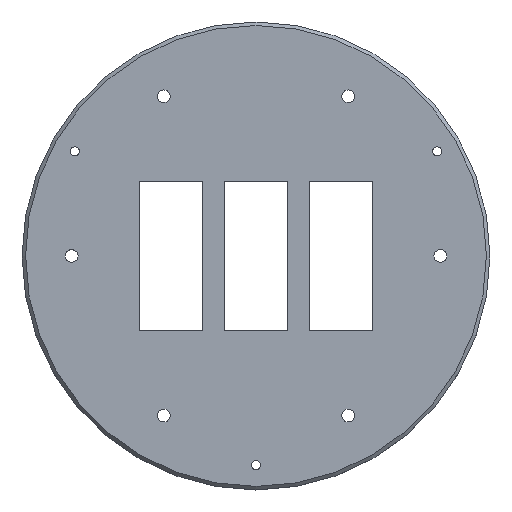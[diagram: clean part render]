
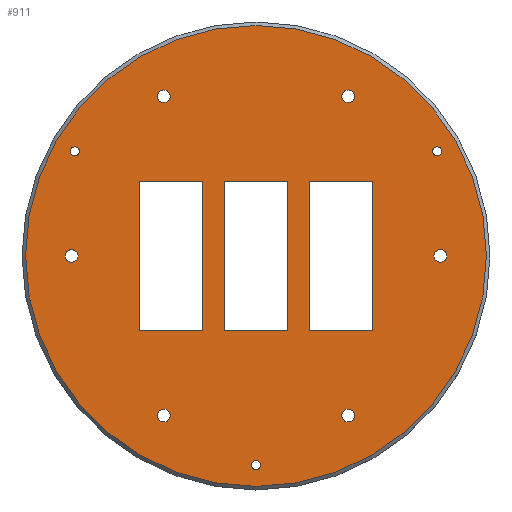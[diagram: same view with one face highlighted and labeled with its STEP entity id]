
A CAD part, top view. The second image highlights one B-rep face of the part: STEP entity #911.
In plain terms, the highlighted planar face has unit normal (0, 0, 1).
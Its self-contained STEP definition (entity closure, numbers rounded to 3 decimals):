
#32=CARTESIAN_POINT('',(113.899,22.516,8.5));
#33=VERTEX_POINT('',#32);
#42=CARTESIAN_POINT('',(112.999,22.516,8.5));
#43=DIRECTION('',(-0.,-0.,-1.));
#44=DIRECTION('',(1.,0.,-0.));
#45=AXIS2_PLACEMENT_3D('',#42,#43,#44);
#46=CIRCLE('',#45,0.9);
#47=EDGE_CURVE('',#33,#33,#46,.T.);
#74=CARTESIAN_POINT('',(126.9,-0.,8.5));
#75=VERTEX_POINT('',#74);
#84=CARTESIAN_POINT('',(126.,-0.,8.5));
#85=DIRECTION('',(-0.,-0.,-1.));
#86=DIRECTION('',(1.,0.,-0.));
#87=AXIS2_PLACEMENT_3D('',#84,#85,#86);
#88=CIRCLE('',#87,0.9);
#89=EDGE_CURVE('',#75,#75,#88,.T.);
#116=CARTESIAN_POINT('',(113.901,-22.517,8.5));
#117=VERTEX_POINT('',#116);
#126=CARTESIAN_POINT('',(113.001,-22.517,8.5));
#127=DIRECTION('',(-0.,-0.,-1.));
#128=DIRECTION('',(1.,0.,-0.));
#129=AXIS2_PLACEMENT_3D('',#126,#127,#128);
#130=CIRCLE('',#129,0.9);
#131=EDGE_CURVE('',#117,#117,#130,.T.);
#158=CARTESIAN_POINT('',(87.901,-22.518,8.5));
#159=VERTEX_POINT('',#158);
#168=CARTESIAN_POINT('',(87.001,-22.518,8.5));
#169=DIRECTION('',(-0.,-0.,-1.));
#170=DIRECTION('',(1.,0.,-0.));
#171=AXIS2_PLACEMENT_3D('',#168,#169,#170);
#172=CIRCLE('',#171,0.9);
#173=EDGE_CURVE('',#159,#159,#172,.T.);
#200=CARTESIAN_POINT('',(74.9,-0.002,8.5));
#201=VERTEX_POINT('',#200);
#210=CARTESIAN_POINT('',(74.,-0.002,8.5));
#211=DIRECTION('',(-0.,-0.,-1.));
#212=DIRECTION('',(1.,0.,-0.));
#213=AXIS2_PLACEMENT_3D('',#210,#211,#212);
#214=CIRCLE('',#213,0.9);
#215=EDGE_CURVE('',#201,#201,#214,.T.);
#242=CARTESIAN_POINT('',(87.899,22.515,8.5));
#243=VERTEX_POINT('',#242);
#252=CARTESIAN_POINT('',(86.999,22.515,8.5));
#253=DIRECTION('',(-0.,-0.,-1.));
#254=DIRECTION('',(1.,0.,-0.));
#255=AXIS2_PLACEMENT_3D('',#252,#253,#254);
#256=CIRCLE('',#255,0.9);
#257=EDGE_CURVE('',#243,#243,#256,.T.);
#412=CARTESIAN_POINT('',(125.223,15.313,8.5));
#413=VERTEX_POINT('',#412);
#422=CARTESIAN_POINT('',(125.548,14.75,8.5));
#423=DIRECTION('',(0.,0.,1.));
#424=DIRECTION('',(-0.5,0.866,0.));
#425=AXIS2_PLACEMENT_3D('',#422,#423,#424);
#426=CIRCLE('',#425,0.65);
#427=EDGE_CURVE('',#413,#413,#426,.T.);
#477=CARTESIAN_POINT('',(74.127,14.187,8.5));
#478=VERTEX_POINT('',#477);
#487=CARTESIAN_POINT('',(74.452,14.75,8.5));
#488=DIRECTION('',(0.,0.,1.));
#489=DIRECTION('',(-0.5,-0.866,0.));
#490=AXIS2_PLACEMENT_3D('',#487,#488,#489);
#491=CIRCLE('',#490,0.65);
#492=EDGE_CURVE('',#478,#478,#491,.T.);
#749=CARTESIAN_POINT('',(0.,0.,8.5));
#750=DIRECTION('',(0.,0.,1.));
#751=DIRECTION('',(1.,0.,0.));
#752=AXIS2_PLACEMENT_3D('',#749,#750,#751);
#753=PLANE('',#752);
#754=ORIENTED_EDGE('',*,*,#257,.T.);
#755=EDGE_LOOP('',(#754));
#756=FACE_BOUND('',#755,.T.);
#757=ORIENTED_EDGE('',*,*,#215,.T.);
#758=EDGE_LOOP('',(#757));
#759=FACE_BOUND('',#758,.T.);
#760=ORIENTED_EDGE('',*,*,#173,.T.);
#761=EDGE_LOOP('',(#760));
#762=FACE_BOUND('',#761,.T.);
#763=ORIENTED_EDGE('',*,*,#131,.T.);
#764=EDGE_LOOP('',(#763));
#765=FACE_BOUND('',#764,.T.);
#766=ORIENTED_EDGE('',*,*,#89,.T.);
#767=EDGE_LOOP('',(#766));
#768=FACE_BOUND('',#767,.T.);
#769=ORIENTED_EDGE('',*,*,#47,.T.);
#770=EDGE_LOOP('',(#769));
#771=FACE_BOUND('',#770,.T.);
#772=CARTESIAN_POINT('',(132.5,-0.,8.5));
#773=VERTEX_POINT('',#772);
#774=CARTESIAN_POINT('',(67.5,0.,8.5));
#775=VERTEX_POINT('',#774);
#776=CARTESIAN_POINT('',(100.,0.,8.5));
#777=DIRECTION('',(0.,0.,1.));
#778=DIRECTION('',(1.,0.,-0.));
#779=AXIS2_PLACEMENT_3D('',#776,#777,#778);
#780=CIRCLE('',#779,32.5);
#781=EDGE_CURVE('',#773,#775,#780,.T.);
#782=ORIENTED_EDGE('',*,*,#781,.T.);
#783=CARTESIAN_POINT('',(100.,0.,8.5));
#784=DIRECTION('',(0.,0.,1.));
#785=DIRECTION('',(1.,0.,-0.));
#786=AXIS2_PLACEMENT_3D('',#783,#784,#785);
#787=CIRCLE('',#786,32.5);
#788=EDGE_CURVE('',#775,#773,#787,.T.);
#789=ORIENTED_EDGE('',*,*,#788,.T.);
#790=EDGE_LOOP('',(#782,#789));
#791=FACE_BOUND('',#790,.T.);
#792=ORIENTED_EDGE('',*,*,#492,.F.);
#793=EDGE_LOOP('',(#792));
#794=FACE_BOUND('',#793,.T.);
#795=ORIENTED_EDGE('',*,*,#427,.F.);
#796=EDGE_LOOP('',(#795));
#797=FACE_BOUND('',#796,.T.);
#798=CARTESIAN_POINT('',(100.65,-29.5,8.5));
#799=VERTEX_POINT('',#798);
#800=CARTESIAN_POINT('',(100.,-29.5,8.5));
#801=DIRECTION('',(0.,0.,1.));
#802=DIRECTION('',(1.,0.,-0.));
#803=AXIS2_PLACEMENT_3D('',#800,#801,#802);
#804=CIRCLE('',#803,0.65);
#805=EDGE_CURVE('',#799,#799,#804,.T.);
#806=ORIENTED_EDGE('',*,*,#805,.F.);
#807=EDGE_LOOP('',(#806));
#808=FACE_BOUND('',#807,.T.);
#809=CARTESIAN_POINT('',(92.5,10.5,8.5));
#810=VERTEX_POINT('',#809);
#811=CARTESIAN_POINT('',(83.5,10.5,8.5));
#812=VERTEX_POINT('',#811);
#813=CARTESIAN_POINT('',(92.5,10.5,8.5));
#814=DIRECTION('',(-1.,0.,0.));
#815=VECTOR('',#814,9.);
#816=LINE('',#813,#815);
#817=EDGE_CURVE('',#810,#812,#816,.T.);
#818=ORIENTED_EDGE('',*,*,#817,.F.);
#819=CARTESIAN_POINT('',(92.5,-10.5,8.5));
#820=VERTEX_POINT('',#819);
#821=CARTESIAN_POINT('',(92.5,10.5,8.5));
#822=DIRECTION('',(0.,-1.,0.));
#823=VECTOR('',#822,21.);
#824=LINE('',#821,#823);
#825=EDGE_CURVE('',#810,#820,#824,.T.);
#826=ORIENTED_EDGE('',*,*,#825,.T.);
#827=CARTESIAN_POINT('',(83.5,-10.5,8.5));
#828=VERTEX_POINT('',#827);
#829=CARTESIAN_POINT('',(92.5,-10.5,8.5));
#830=DIRECTION('',(-1.,0.,0.));
#831=VECTOR('',#830,9.);
#832=LINE('',#829,#831);
#833=EDGE_CURVE('',#820,#828,#832,.T.);
#834=ORIENTED_EDGE('',*,*,#833,.T.);
#835=CARTESIAN_POINT('',(83.5,10.5,8.5));
#836=DIRECTION('',(0.,-1.,0.));
#837=VECTOR('',#836,21.);
#838=LINE('',#835,#837);
#839=EDGE_CURVE('',#812,#828,#838,.T.);
#840=ORIENTED_EDGE('',*,*,#839,.F.);
#841=EDGE_LOOP('',(#818,#826,#834,#840));
#842=FACE_BOUND('',#841,.T.);
#843=CARTESIAN_POINT('',(107.5,10.5,8.5));
#844=VERTEX_POINT('',#843);
#845=CARTESIAN_POINT('',(116.5,10.5,8.5));
#846=VERTEX_POINT('',#845);
#847=CARTESIAN_POINT('',(107.5,10.5,8.5));
#848=DIRECTION('',(1.,-0.,0.));
#849=VECTOR('',#848,9.);
#850=LINE('',#847,#849);
#851=EDGE_CURVE('',#844,#846,#850,.T.);
#852=ORIENTED_EDGE('',*,*,#851,.T.);
#853=CARTESIAN_POINT('',(116.5,-10.5,8.5));
#854=VERTEX_POINT('',#853);
#855=CARTESIAN_POINT('',(116.5,10.5,8.5));
#856=DIRECTION('',(0.,-1.,0.));
#857=VECTOR('',#856,21.);
#858=LINE('',#855,#857);
#859=EDGE_CURVE('',#846,#854,#858,.T.);
#860=ORIENTED_EDGE('',*,*,#859,.T.);
#861=CARTESIAN_POINT('',(107.5,-10.5,8.5));
#862=VERTEX_POINT('',#861);
#863=CARTESIAN_POINT('',(107.5,-10.5,8.5));
#864=DIRECTION('',(1.,0.,0.));
#865=VECTOR('',#864,9.);
#866=LINE('',#863,#865);
#867=EDGE_CURVE('',#862,#854,#866,.T.);
#868=ORIENTED_EDGE('',*,*,#867,.F.);
#869=CARTESIAN_POINT('',(107.5,10.5,8.5));
#870=DIRECTION('',(0.,-1.,0.));
#871=VECTOR('',#870,21.);
#872=LINE('',#869,#871);
#873=EDGE_CURVE('',#844,#862,#872,.T.);
#874=ORIENTED_EDGE('',*,*,#873,.F.);
#875=EDGE_LOOP('',(#852,#860,#868,#874));
#876=FACE_BOUND('',#875,.T.);
#877=CARTESIAN_POINT('',(95.5,10.5,8.5));
#878=VERTEX_POINT('',#877);
#879=CARTESIAN_POINT('',(104.5,10.5,8.5));
#880=VERTEX_POINT('',#879);
#881=CARTESIAN_POINT('',(95.5,10.5,8.5));
#882=DIRECTION('',(1.,0.,-0.));
#883=VECTOR('',#882,9.);
#884=LINE('',#881,#883);
#885=EDGE_CURVE('',#878,#880,#884,.T.);
#886=ORIENTED_EDGE('',*,*,#885,.T.);
#887=CARTESIAN_POINT('',(104.5,-10.5,8.5));
#888=VERTEX_POINT('',#887);
#889=CARTESIAN_POINT('',(104.5,10.5,8.5));
#890=DIRECTION('',(0.,-1.,0.));
#891=VECTOR('',#890,21.);
#892=LINE('',#889,#891);
#893=EDGE_CURVE('',#880,#888,#892,.T.);
#894=ORIENTED_EDGE('',*,*,#893,.T.);
#895=CARTESIAN_POINT('',(95.5,-10.5,8.5));
#896=VERTEX_POINT('',#895);
#897=CARTESIAN_POINT('',(95.5,-10.5,8.5));
#898=DIRECTION('',(1.,0.,-0.));
#899=VECTOR('',#898,9.);
#900=LINE('',#897,#899);
#901=EDGE_CURVE('',#896,#888,#900,.T.);
#902=ORIENTED_EDGE('',*,*,#901,.F.);
#903=CARTESIAN_POINT('',(95.5,-10.5,8.5));
#904=DIRECTION('',(0.,1.,0.));
#905=VECTOR('',#904,21.);
#906=LINE('',#903,#905);
#907=EDGE_CURVE('',#896,#878,#906,.T.);
#908=ORIENTED_EDGE('',*,*,#907,.T.);
#909=EDGE_LOOP('',(#886,#894,#902,#908));
#910=FACE_BOUND('',#909,.T.);
#911=ADVANCED_FACE('',(#756,#759,#762,#765,#768,#771,#791,#794,#797,#808,#842,#876,#910),#753,.T.);
